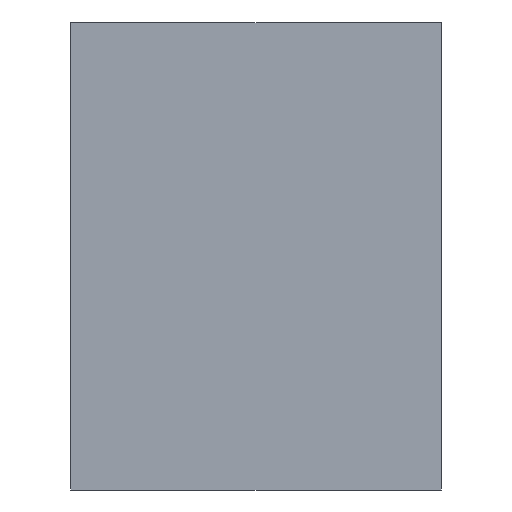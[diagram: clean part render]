
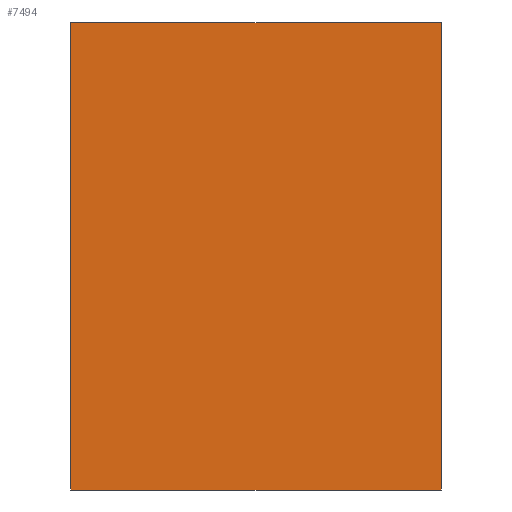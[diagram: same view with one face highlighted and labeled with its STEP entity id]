
A CAD part, front view. The second image highlights one B-rep face of the part: STEP entity #7494.
In plain terms, the highlighted planar face has unit normal (0, -1, 0).
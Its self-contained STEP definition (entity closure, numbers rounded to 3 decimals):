
#606=LINE('',#12686,#1204);
#609=LINE('',#12692,#1207);
#611=LINE('',#12695,#1209);
#612=LINE('',#12697,#1210);
#1204=VECTOR('',#10563,103.5);
#1207=VECTOR('',#10568,103.5);
#1209=VECTOR('',#10572,130.5);
#1210=VECTOR('',#10575,130.5);
#1528=PLANE('',#8323);
#2262=FACE_OUTER_BOUND('',#2987,.T.);
#2987=EDGE_LOOP('',(#6814,#6815,#6816,#6817));
#4027=VERTEX_POINT('',#12683);
#4028=VERTEX_POINT('',#12685);
#4029=VERTEX_POINT('',#12689);
#4030=VERTEX_POINT('',#12691);
#4960=EDGE_CURVE('',#4027,#4028,#606,.T.);
#4963=EDGE_CURVE('',#4029,#4030,#609,.T.);
#4965=EDGE_CURVE('',#4028,#4029,#611,.T.);
#4966=EDGE_CURVE('',#4027,#4030,#612,.T.);
#6814=ORIENTED_EDGE('',*,*,#4965,.F.);
#6815=ORIENTED_EDGE('',*,*,#4960,.F.);
#6816=ORIENTED_EDGE('',*,*,#4966,.T.);
#6817=ORIENTED_EDGE('',*,*,#4963,.F.);
#7494=ADVANCED_FACE('',(#2262),#1528,.T.);
#8323=AXIS2_PLACEMENT_3D('',#12696,#10573,#10574);
#10563=DIRECTION('',(1.,0.,0.));
#10568=DIRECTION('',(-1.,0.,0.));
#10572=DIRECTION('',(0.,0.,-1.));
#10573=DIRECTION('center_axis',(0.,-1.,0.));
#10574=DIRECTION('ref_axis',(1.,0.,0.));
#10575=DIRECTION('',(0.,0.,-1.));
#12683=CARTESIAN_POINT('',(-51.75,0.,65.25));
#12685=CARTESIAN_POINT('',(51.75,0.,65.25));
#12686=CARTESIAN_POINT('',(51.75,0.,65.25));
#12689=CARTESIAN_POINT('',(51.75,0.,-65.25));
#12691=CARTESIAN_POINT('',(-51.75,0.,-65.25));
#12692=CARTESIAN_POINT('',(51.75,0.,-65.25));
#12695=CARTESIAN_POINT('',(51.75,0.,0.));
#12696=CARTESIAN_POINT('Origin',(-51.75,0.,0.));
#12697=CARTESIAN_POINT('',(-51.75,0.,0.));
